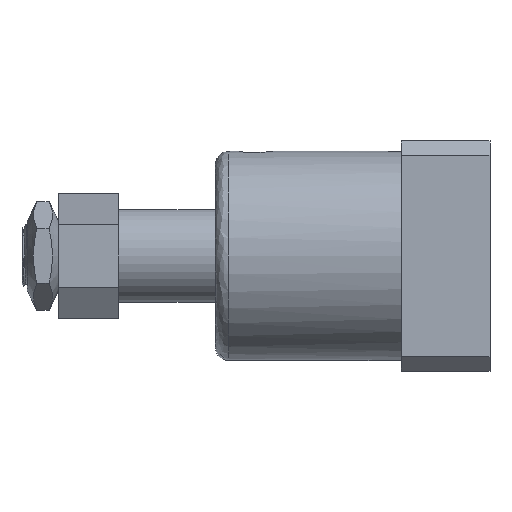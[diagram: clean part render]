
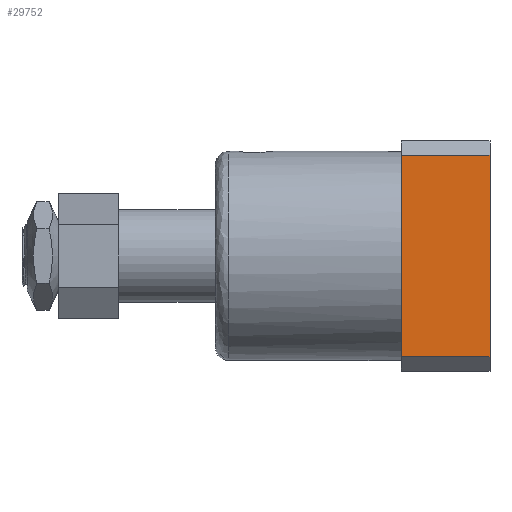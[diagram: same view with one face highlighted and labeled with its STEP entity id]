
A CAD part, left-side view. The second image highlights one B-rep face of the part: STEP entity #29752.
In plain terms, the highlighted planar face has unit normal (-1, 0, 0).
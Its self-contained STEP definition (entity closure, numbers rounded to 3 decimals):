
#1236 = EDGE_CURVE ( 'NONE', #23884, #12555, #14885, .T. ) ;
#1300 = CARTESIAN_POINT ( 'NONE',  ( -44., 34., 38.518 ) ) ;
#4384 = VECTOR ( 'NONE', #22216, 1000. ) ;
#4645 = FACE_OUTER_BOUND ( 'NONE', #21462, .T. ) ;
#4884 = DIRECTION ( 'NONE',  ( 0., 0., 1. ) ) ;
#5495 = DIRECTION ( 'NONE',  ( 0., -1., 0. ) ) ;
#5881 = CARTESIAN_POINT ( 'NONE',  ( -44., 0., -0.017 ) ) ;
#7440 = LINE ( 'NONE', #17202, #4384 ) ;
#7664 = VECTOR ( 'NONE', #25109, 1000. ) ;
#7962 = VERTEX_POINT ( 'NONE', #1300 ) ;
#8713 = ORIENTED_EDGE ( 'NONE', *, *, #25673, .F. ) ;
#8789 = CARTESIAN_POINT ( 'NONE',  ( -44., 0., 38.518 ) ) ;
#9414 = CARTESIAN_POINT ( 'NONE',  ( -44., 0., -38.552 ) ) ;
#11091 = VECTOR ( 'NONE', #5495, 1000. ) ;
#12243 = PLANE ( 'NONE',  #22581 ) ;
#12271 = VERTEX_POINT ( 'NONE', #8789 ) ;
#12514 = DIRECTION ( 'NONE',  ( 0., 1., 0. ) ) ;
#12555 = VERTEX_POINT ( 'NONE', #9414 ) ;
#14666 = CARTESIAN_POINT ( 'NONE',  ( -44., 17., 38.518 ) ) ;
#14885 = LINE ( 'NONE', #20107, #11091 ) ;
#14896 = LINE ( 'NONE', #5881, #7664 ) ;
#17202 = CARTESIAN_POINT ( 'NONE',  ( -44., 34., 0. ) ) ;
#18003 = EDGE_CURVE ( 'NONE', #12271, #7962, #22017, .T. ) ;
#18412 = CARTESIAN_POINT ( 'NONE',  ( -44., 34., -38.552 ) ) ;
#18552 = ORIENTED_EDGE ( 'NONE', *, *, #18003, .T. ) ;
#18900 = ORIENTED_EDGE ( 'NONE', *, *, #31709, .T. ) ;
#19492 = CARTESIAN_POINT ( 'NONE',  ( -44., 0., -38.552 ) ) ;
#20107 = CARTESIAN_POINT ( 'NONE',  ( -44., 17., -38.552 ) ) ;
#21462 = EDGE_LOOP ( 'NONE', ( #25043, #18900, #18552, #8713 ) ) ;
#22017 = LINE ( 'NONE', #14666, #27797 ) ;
#22216 = DIRECTION ( 'NONE',  ( 0., 0., 1. ) ) ;
#22581 = AXIS2_PLACEMENT_3D ( 'NONE', #19492, #29444, #4884 ) ;
#23884 = VERTEX_POINT ( 'NONE', #18412 ) ;
#25043 = ORIENTED_EDGE ( 'NONE', *, *, #1236, .T. ) ;
#25109 = DIRECTION ( 'NONE',  ( 0., 0., 1. ) ) ;
#25673 = EDGE_CURVE ( 'NONE', #23884, #7962, #7440, .T. ) ;
#27797 = VECTOR ( 'NONE', #12514, 1000. ) ;
#29444 = DIRECTION ( 'NONE',  ( -1., 0., 0. ) ) ;
#29752 = ADVANCED_FACE ( 'NONE', ( #4645 ), #12243, .T. ) ;
#31709 = EDGE_CURVE ( 'NONE', #12555, #12271, #14896, .T. ) ;
